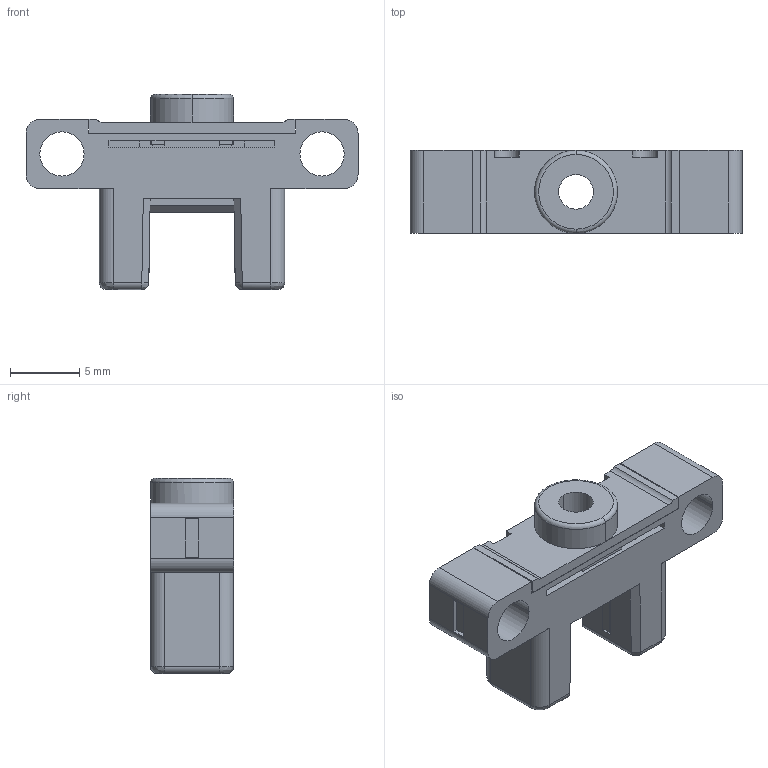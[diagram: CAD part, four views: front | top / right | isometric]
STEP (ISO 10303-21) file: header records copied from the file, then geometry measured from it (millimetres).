
FILE_DESCRIPTION((''),'2;1');
FILE_NAME('F25-0308B_21','2020-07-21T',('admin'),(''),'PRO/ENGINEER BY PARAMETRIC TECHNOLOGY CORPORATION, 2008380','PRO/ENGINEER BY PARAMETRIC TECHNOLOGY CORPORATION, 2008380','');
FILE_SCHEMA(('CONFIG_CONTROL_DESIGN'));
Length unit declared in the file: millimetre
Products named in the file (1): F25-0308B_21
Bounding box: 24 x 6 x 14.1 mm (x, y, z)
Volume: 25.9 mm3; surface area: 1582.1 mm2
Topology: 1 solids, 3 shells, 264 faces, 739 edges, 485 vertices
Faces by surface type: plane 222, cylinder 28, bspline 8, extrusion 4, torus 2
Entity records: 8635 total; most frequent: CARTESIAN_POINT 1765, ORIENTED_EDGE 1478, DIRECTION 1304, EDGE_CURVE 739, VECTOR 656, LINE 652, VERTEX_POINT 485, AXIS2_PLACEMENT_3D 324
